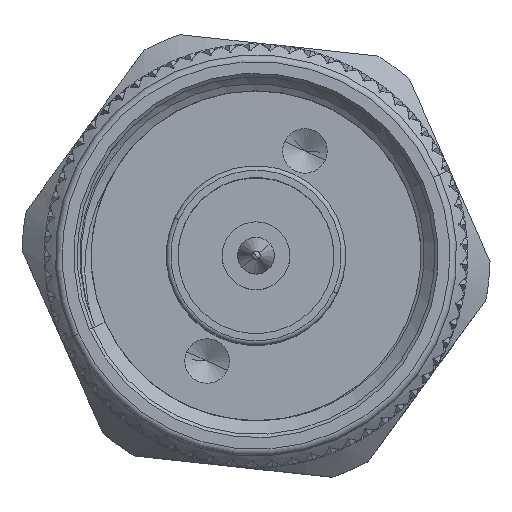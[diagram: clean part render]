
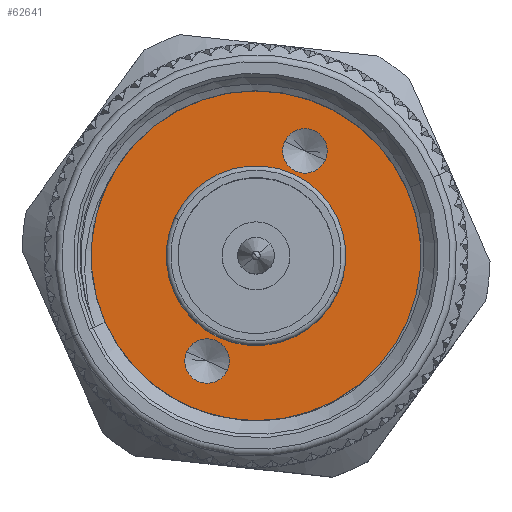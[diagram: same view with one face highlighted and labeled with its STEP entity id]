
A CAD part, top view. The second image highlights one B-rep face of the part: STEP entity #62641.
In plain terms, the highlighted planar face has unit normal (0, 0, 1).
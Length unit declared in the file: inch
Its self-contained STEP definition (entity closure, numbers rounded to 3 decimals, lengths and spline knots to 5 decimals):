
#443 = EDGE_CURVE ( 'NONE', #27403, #5068, #10539, .T. ) ;
#3811 = EDGE_CURVE ( 'NONE', #47589, #59233, #7215, .T. ) ;
#4680 = CARTESIAN_POINT ( 'NONE',  ( 0.14333, -0.07626, 0.95838 ) ) ;
#5068 = VERTEX_POINT ( 'NONE', #4680 ) ;
#7215 = CIRCLE ( 'NONE', #11608, 0.03937 ) ;
#9537 = CIRCLE ( 'NONE', #86014, 0.31102 ) ;
#10469 = VERTEX_POINT ( 'NONE', #35788 ) ;
#10539 = CIRCLE ( 'NONE', #126483, 0.15846 ) ;
#11042 = DIRECTION ( 'NONE',  ( 0.907, -0.422, 0. ) ) ;
#11608 = AXIS2_PLACEMENT_3D ( 'NONE', #42764, #84544, #43437 ) ;
#12689 = EDGE_CURVE ( 'NONE', #5068, #27403, #25234, .T. ) ;
#14785 = AXIS2_PLACEMENT_3D ( 'NONE', #44266, #118241, #44946 ) ;
#14960 = DIRECTION ( 'NONE',  ( 0.907, -0.422, 0. ) ) ;
#18628 = EDGE_LOOP ( 'NONE', ( #51979, #20793 ) ) ;
#19360 = DIRECTION ( 'NONE',  ( 0.907, -0.422, 0. ) ) ;
#20793 = ORIENTED_EDGE ( 'NONE', *, *, #48269, .T. ) ;
#21244 = CIRCLE ( 'NONE', #38700, 0.31102 ) ;
#21630 = VERTEX_POINT ( 'NONE', #103161 ) ;
#21771 = FACE_OUTER_BOUND ( 'NONE', #18628, .T. ) ;
#25234 = CIRCLE ( 'NONE', #55758, 0.15846 ) ;
#26558 = CARTESIAN_POINT ( 'NONE',  ( -0.08674, -0.19497, 0.95838 ) ) ;
#27403 = VERTEX_POINT ( 'NONE', #83877 ) ;
#27977 = ORIENTED_EDGE ( 'NONE', *, *, #443, .F. ) ;
#28694 = CARTESIAN_POINT ( 'NONE',  ( 0.08609, 0.17622, 0.95838 ) ) ;
#31692 = AXIS2_PLACEMENT_3D ( 'NONE', #28694, #78686, #70452 ) ;
#31751 = CARTESIAN_POINT ( 'NONE',  ( -0.00032, -0.00938, 0.95838 ) ) ;
#32819 = EDGE_LOOP ( 'NONE', ( #93139, #50837 ) ) ;
#34708 = FACE_BOUND ( 'NONE', #50558, .T. ) ;
#35788 = CARTESIAN_POINT ( 'NONE',  ( 0.28163, -0.14066, 0.95838 ) ) ;
#37553 = AXIS2_PLACEMENT_3D ( 'NONE', #26558, #108705, #14960 ) ;
#38700 = AXIS2_PLACEMENT_3D ( 'NONE', #42749, #83866, #53019 ) ;
#42749 = CARTESIAN_POINT ( 'NONE',  ( -0.00032, -0.00938, 0.95838 ) ) ;
#42764 = CARTESIAN_POINT ( 'NONE',  ( -0.08674, -0.19497, 0.95838 ) ) ;
#43437 = DIRECTION ( 'NONE',  ( 0.907, -0.422, 0. ) ) ;
#44266 = CARTESIAN_POINT ( 'NONE',  ( -0.00032, -0.00938, 0.95838 ) ) ;
#44946 = DIRECTION ( 'NONE',  ( 0.907, -0.422, 0. ) ) ;
#46618 = CARTESIAN_POINT ( 'NONE',  ( -0.12243, -0.17835, 0.95838 ) ) ;
#46628 = CARTESIAN_POINT ( 'NONE',  ( 0.12178, 0.1596, 0.95838 ) ) ;
#47589 = VERTEX_POINT ( 'NONE', #46618 ) ;
#48269 = EDGE_CURVE ( 'NONE', #10469, #21630, #21244, .T. ) ;
#49121 = CIRCLE ( 'NONE', #31692, 0.03937 ) ;
#49304 = EDGE_CURVE ( 'NONE', #81838, #126065, #52043, .T. ) ;
#50558 = EDGE_LOOP ( 'NONE', ( #68668, #86813 ) ) ;
#50837 = ORIENTED_EDGE ( 'NONE', *, *, #98591, .F. ) ;
#51979 = ORIENTED_EDGE ( 'NONE', *, *, #86305, .T. ) ;
#52043 = CIRCLE ( 'NONE', #135151, 0.03937 ) ;
#53019 = DIRECTION ( 'NONE',  ( 0.907, -0.422, 0. ) ) ;
#53107 = ORIENTED_EDGE ( 'NONE', *, *, #12689, .F. ) ;
#53156 = CARTESIAN_POINT ( 'NONE',  ( 0.08609, 0.17622, 0.95838 ) ) ;
#53900 = PLANE ( 'NONE',  #14785 ) ;
#55758 = AXIS2_PLACEMENT_3D ( 'NONE', #62283, #62965, #11042 ) ;
#59233 = VERTEX_POINT ( 'NONE', #104333 ) ;
#62283 = CARTESIAN_POINT ( 'NONE',  ( -0.00032, -0.00938, 0.95838 ) ) ;
#62641 = ADVANCED_FACE ( 'NONE', ( #34708, #85385, #96991, #21771 ), #53900, .T. ) ;
#62965 = DIRECTION ( 'NONE',  ( 0., 0., 1. ) ) ;
#63208 = DIRECTION ( 'NONE',  ( 0., 0., 1. ) ) ;
#68668 = ORIENTED_EDGE ( 'NONE', *, *, #134876, .T. ) ;
#70452 = DIRECTION ( 'NONE',  ( 0.907, -0.422, 0. ) ) ;
#71405 = DIRECTION ( 'NONE',  ( 0., 0., 1. ) ) ;
#78686 = DIRECTION ( 'NONE',  ( 0., 0., 1. ) ) ;
#81623 = CARTESIAN_POINT ( 'NONE',  ( -0.00032, -0.00938, 0.95838 ) ) ;
#81838 = VERTEX_POINT ( 'NONE', #46628 ) ;
#83866 = DIRECTION ( 'NONE',  ( 0., 0., 1. ) ) ;
#83877 = CARTESIAN_POINT ( 'NONE',  ( -0.14398, 0.05751, 0.95838 ) ) ;
#84544 = DIRECTION ( 'NONE',  ( 0., 0., -1. ) ) ;
#85089 = DIRECTION ( 'NONE',  ( 0.907, -0.422, 0. ) ) ;
#85385 = FACE_BOUND ( 'NONE', #32819, .T. ) ;
#86014 = AXIS2_PLACEMENT_3D ( 'NONE', #31751, #63208, #85089 ) ;
#86305 = EDGE_CURVE ( 'NONE', #21630, #10469, #9537, .T. ) ;
#86813 = ORIENTED_EDGE ( 'NONE', *, *, #3811, .T. ) ;
#93139 = ORIENTED_EDGE ( 'NONE', *, *, #49304, .F. ) ;
#96991 = FACE_BOUND ( 'NONE', #108264, .T. ) ;
#98591 = EDGE_CURVE ( 'NONE', #126065, #81838, #49121, .T. ) ;
#103161 = CARTESIAN_POINT ( 'NONE',  ( -0.28228, 0.12191, 0.95838 ) ) ;
#104333 = CARTESIAN_POINT ( 'NONE',  ( -0.05105, -0.21159, 0.95838 ) ) ;
#105211 = DIRECTION ( 'NONE',  ( 0.907, -0.422, 0. ) ) ;
#105463 = CARTESIAN_POINT ( 'NONE',  ( 0.0504, 0.19283, 0.95838 ) ) ;
#108264 = EDGE_LOOP ( 'NONE', ( #53107, #27977 ) ) ;
#108705 = DIRECTION ( 'NONE',  ( 0., 0., -1. ) ) ;
#115513 = DIRECTION ( 'NONE',  ( 0., 0., 1. ) ) ;
#118241 = DIRECTION ( 'NONE',  ( 0., 0., 1. ) ) ;
#126065 = VERTEX_POINT ( 'NONE', #105463 ) ;
#126483 = AXIS2_PLACEMENT_3D ( 'NONE', #81623, #71405, #19360 ) ;
#131531 = CIRCLE ( 'NONE', #37553, 0.03937 ) ;
#134876 = EDGE_CURVE ( 'NONE', #59233, #47589, #131531, .T. ) ;
#135151 = AXIS2_PLACEMENT_3D ( 'NONE', #53156, #115513, #105211 ) ;
